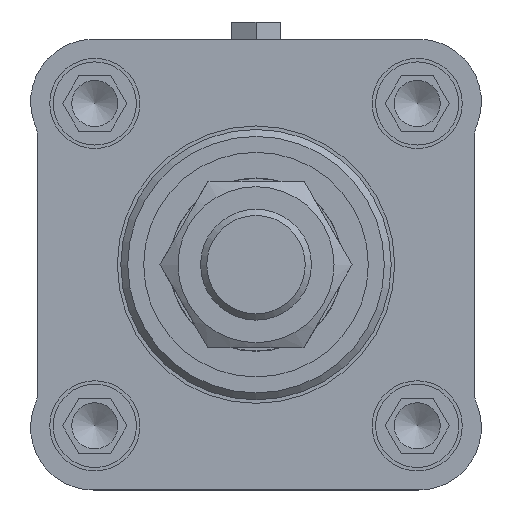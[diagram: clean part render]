
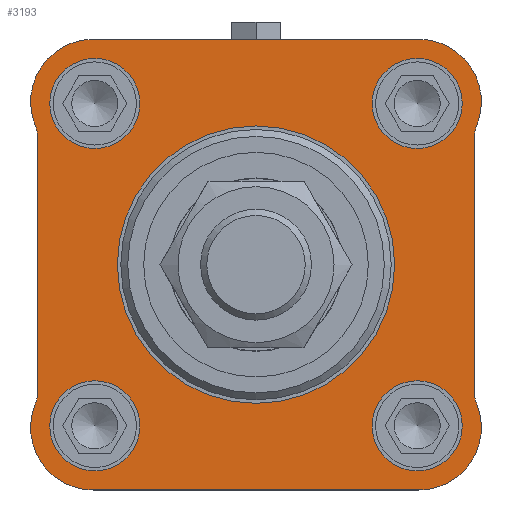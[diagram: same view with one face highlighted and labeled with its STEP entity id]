
A CAD part, front view. The second image highlights one B-rep face of the part: STEP entity #3193.
In plain terms, the highlighted face is planar.
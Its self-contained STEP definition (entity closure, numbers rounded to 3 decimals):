
#186=LINE('',#5155,#422);
#194=LINE('',#5187,#430);
#195=LINE('',#5192,#431);
#196=LINE('',#5197,#432);
#422=VECTOR('',#4202,36.802);
#430=VECTOR('',#4234,36.802);
#431=VECTOR('',#4239,47.);
#432=VECTOR('',#4244,47.);
#601=PLANE('',#3509);
#726=FACE_BOUND('',#1250,.T.);
#727=FACE_BOUND('',#1251,.T.);
#728=FACE_BOUND('',#1252,.T.);
#729=FACE_BOUND('',#1253,.T.);
#730=FACE_BOUND('',#1254,.T.);
#967=FACE_OUTER_BOUND('',#1249,.T.);
#1249=EDGE_LOOP('',(#2684,#2685,#2686,#2687,#2688,#2689,#2690,#2691,#2692,
#2693,#2694,#2695));
#1250=EDGE_LOOP('',(#2696));
#1251=EDGE_LOOP('',(#2697));
#1252=EDGE_LOOP('',(#2698));
#1253=EDGE_LOOP('',(#2699));
#1254=EDGE_LOOP('',(#2700));
#1462=CIRCLE('',#3460,6.5);
#1464=CIRCLE('',#3464,6.5);
#1466=CIRCLE('',#3468,6.5);
#1468=CIRCLE('',#3472,6.5);
#1473=CIRCLE('',#3482,20.);
#1478=CIRCLE('',#3492,4.5);
#1480=CIRCLE('',#3495,4.5);
#1487=CIRCLE('',#3505,4.5);
#1488=CIRCLE('',#3507,4.5);
#1489=CIRCLE('',#3510,9.);
#1490=CIRCLE('',#3511,9.);
#1491=CIRCLE('',#3512,9.);
#1492=CIRCLE('',#3513,9.);
#1688=VERTEX_POINT('',#5090);
#1690=VERTEX_POINT('',#5096);
#1692=VERTEX_POINT('',#5102);
#1694=VERTEX_POINT('',#5108);
#1699=VERTEX_POINT('',#5123);
#1705=VERTEX_POINT('',#5139);
#1706=VERTEX_POINT('',#5141);
#1709=VERTEX_POINT('',#5148);
#1710=VERTEX_POINT('',#5150);
#1719=VERTEX_POINT('',#5175);
#1720=VERTEX_POINT('',#5177);
#1721=VERTEX_POINT('',#5181);
#1722=VERTEX_POINT('',#5183);
#1723=VERTEX_POINT('',#5189);
#1724=VERTEX_POINT('',#5191);
#1725=VERTEX_POINT('',#5194);
#1726=VERTEX_POINT('',#5196);
#2036=EDGE_CURVE('',#1688,#1688,#1462,.T.);
#2038=EDGE_CURVE('',#1690,#1690,#1464,.T.);
#2040=EDGE_CURVE('',#1692,#1692,#1466,.T.);
#2042=EDGE_CURVE('',#1694,#1694,#1468,.T.);
#2047=EDGE_CURVE('',#1699,#1699,#1473,.T.);
#2053=EDGE_CURVE('',#1706,#1705,#1478,.T.);
#2057=EDGE_CURVE('',#1710,#1709,#1480,.T.);
#2060=EDGE_CURVE('',#1709,#1706,#186,.T.);
#2071=EDGE_CURVE('',#1720,#1719,#1487,.T.);
#2074=EDGE_CURVE('',#1722,#1721,#1488,.T.);
#2076=EDGE_CURVE('',#1719,#1722,#194,.T.);
#2077=EDGE_CURVE('',#1723,#1705,#1489,.T.);
#2078=EDGE_CURVE('',#1724,#1723,#195,.T.);
#2079=EDGE_CURVE('',#1724,#1720,#1490,.T.);
#2080=EDGE_CURVE('',#1725,#1721,#1491,.T.);
#2081=EDGE_CURVE('',#1726,#1725,#196,.T.);
#2082=EDGE_CURVE('',#1726,#1710,#1492,.T.);
#2684=ORIENTED_EDGE('',*,*,#2077,.F.);
#2685=ORIENTED_EDGE('',*,*,#2078,.F.);
#2686=ORIENTED_EDGE('',*,*,#2079,.T.);
#2687=ORIENTED_EDGE('',*,*,#2071,.T.);
#2688=ORIENTED_EDGE('',*,*,#2076,.T.);
#2689=ORIENTED_EDGE('',*,*,#2074,.T.);
#2690=ORIENTED_EDGE('',*,*,#2080,.F.);
#2691=ORIENTED_EDGE('',*,*,#2081,.F.);
#2692=ORIENTED_EDGE('',*,*,#2082,.T.);
#2693=ORIENTED_EDGE('',*,*,#2057,.T.);
#2694=ORIENTED_EDGE('',*,*,#2060,.T.);
#2695=ORIENTED_EDGE('',*,*,#2053,.T.);
#2696=ORIENTED_EDGE('',*,*,#2036,.T.);
#2697=ORIENTED_EDGE('',*,*,#2038,.T.);
#2698=ORIENTED_EDGE('',*,*,#2040,.T.);
#2699=ORIENTED_EDGE('',*,*,#2042,.T.);
#2700=ORIENTED_EDGE('',*,*,#2047,.T.);
#3193=ADVANCED_FACE('',(#967,#726,#727,#728,#729,#730),#601,.F.);
#3460=AXIS2_PLACEMENT_3D('',#5091,#4123,#4124);
#3464=AXIS2_PLACEMENT_3D('',#5097,#4131,#4132);
#3468=AXIS2_PLACEMENT_3D('',#5103,#4139,#4140);
#3472=AXIS2_PLACEMENT_3D('',#5109,#4147,#4148);
#3482=AXIS2_PLACEMENT_3D('',#5124,#4167,#4168);
#3492=AXIS2_PLACEMENT_3D('',#5142,#4188,#4189);
#3495=AXIS2_PLACEMENT_3D('',#5151,#4196,#4197);
#3505=AXIS2_PLACEMENT_3D('',#5178,#4223,#4224);
#3507=AXIS2_PLACEMENT_3D('',#5184,#4229,#4230);
#3509=AXIS2_PLACEMENT_3D('',#5188,#4235,#4236);
#3510=AXIS2_PLACEMENT_3D('',#5190,#4237,#4238);
#3511=AXIS2_PLACEMENT_3D('',#5193,#4240,#4241);
#3512=AXIS2_PLACEMENT_3D('',#5195,#4242,#4243);
#3513=AXIS2_PLACEMENT_3D('',#5198,#4245,#4246);
#4123=DIRECTION('center_axis',(0.,0.,1.));
#4124=DIRECTION('ref_axis',(1.,0.,0.));
#4131=DIRECTION('center_axis',(0.,0.,1.));
#4132=DIRECTION('ref_axis',(1.,0.,0.));
#4139=DIRECTION('center_axis',(0.,0.,1.));
#4140=DIRECTION('ref_axis',(1.,0.,0.));
#4147=DIRECTION('center_axis',(0.,0.,1.));
#4148=DIRECTION('ref_axis',(1.,0.,0.));
#4167=DIRECTION('center_axis',(0.,0.,1.));
#4168=DIRECTION('ref_axis',(1.,0.,0.));
#4188=DIRECTION('center_axis',(0.,0.,1.));
#4189=DIRECTION('ref_axis',(1.,0.,0.));
#4196=DIRECTION('center_axis',(0.,0.,1.));
#4197=DIRECTION('ref_axis',(0.926,-0.378,0.));
#4202=DIRECTION('',(0.,1.,0.));
#4223=DIRECTION('center_axis',(0.,0.,1.));
#4224=DIRECTION('ref_axis',(-1.,0.,0.));
#4229=DIRECTION('center_axis',(0.,0.,1.));
#4230=DIRECTION('ref_axis',(-0.926,-0.378,0.));
#4234=DIRECTION('',(0.,-1.,0.));
#4235=DIRECTION('center_axis',(0.,0.,1.));
#4236=DIRECTION('ref_axis',(1.,0.,0.));
#4237=DIRECTION('center_axis',(0.,0.,1.));
#4238=DIRECTION('ref_axis',(0.,1.,0.));
#4239=DIRECTION('',(-1.,0.,0.));
#4240=DIRECTION('center_axis',(0.,0.,-1.));
#4241=DIRECTION('ref_axis',(-1.,0.,0.));
#4242=DIRECTION('center_axis',(0.,0.,1.));
#4243=DIRECTION('ref_axis',(0.,-1.,0.));
#4244=DIRECTION('',(1.,0.,0.));
#4245=DIRECTION('center_axis',(0.,0.,-1.));
#4246=DIRECTION('ref_axis',(0.926,-0.378,0.));
#5090=CARTESIAN_POINT('',(-29.75,-23.25,0.));
#5091=CARTESIAN_POINT('Origin',(-23.25,-23.25,0.));
#5096=CARTESIAN_POINT('',(16.75,23.25,0.));
#5097=CARTESIAN_POINT('Origin',(23.25,23.25,0.));
#5102=CARTESIAN_POINT('',(-29.75,23.25,0.));
#5103=CARTESIAN_POINT('Origin',(-23.25,23.25,0.));
#5108=CARTESIAN_POINT('',(16.75,-23.25,0.));
#5109=CARTESIAN_POINT('Origin',(23.25,-23.25,0.));
#5123=CARTESIAN_POINT('',(-20.,0.,0.));
#5124=CARTESIAN_POINT('Origin',(0.,0.,0.));
#5139=CARTESIAN_POINT('',(-31.833,20.101,0.));
#5141=CARTESIAN_POINT('',(-31.5,18.401,0.));
#5142=CARTESIAN_POINT('Origin',(-36.,18.401,0.));
#5148=CARTESIAN_POINT('',(-31.5,-18.401,0.));
#5150=CARTESIAN_POINT('',(-31.833,-20.101,0.));
#5151=CARTESIAN_POINT('Origin',(-36.,-18.401,0.));
#5155=CARTESIAN_POINT('',(-31.5,9.2,0.));
#5175=CARTESIAN_POINT('',(31.5,18.401,0.));
#5177=CARTESIAN_POINT('',(31.833,20.101,0.));
#5178=CARTESIAN_POINT('Origin',(36.,18.401,0.));
#5181=CARTESIAN_POINT('',(31.833,-20.101,0.));
#5183=CARTESIAN_POINT('',(31.5,-18.401,0.));
#5184=CARTESIAN_POINT('Origin',(36.,-18.401,0.));
#5187=CARTESIAN_POINT('',(31.5,9.2,0.));
#5188=CARTESIAN_POINT('Origin',(0.,0.,0.));
#5189=CARTESIAN_POINT('',(-23.5,32.5,0.));
#5190=CARTESIAN_POINT('Origin',(-23.5,23.5,0.));
#5191=CARTESIAN_POINT('',(23.5,32.5,0.));
#5192=CARTESIAN_POINT('',(23.5,32.5,0.));
#5193=CARTESIAN_POINT('Origin',(23.5,23.5,0.));
#5194=CARTESIAN_POINT('',(23.5,-32.5,0.));
#5195=CARTESIAN_POINT('Origin',(23.5,-23.5,0.));
#5196=CARTESIAN_POINT('',(-23.5,-32.5,0.));
#5197=CARTESIAN_POINT('',(-23.5,-32.5,0.));
#5198=CARTESIAN_POINT('Origin',(-23.5,-23.5,0.));
